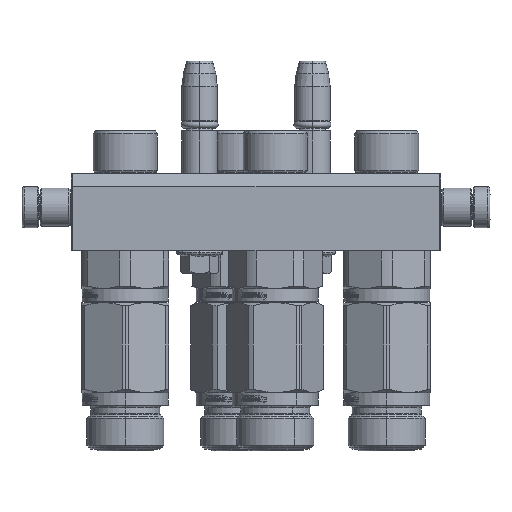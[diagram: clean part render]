
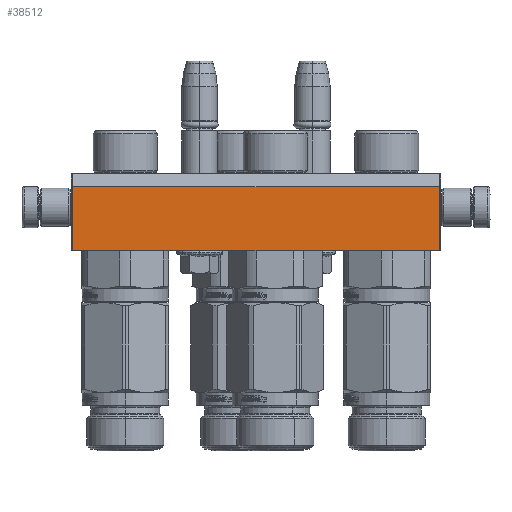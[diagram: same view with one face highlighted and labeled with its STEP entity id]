
A CAD part, left-side view. The second image highlights one B-rep face of the part: STEP entity #38512.
In plain terms, the highlighted face is planar.
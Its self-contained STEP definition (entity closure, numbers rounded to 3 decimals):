
#1104 = ORIENTED_EDGE ( 'NONE', *, *, #28736, .T. ) ;
#1330 = DIRECTION ( 'NONE',  ( -1., 0., 0. ) ) ;
#2768 = VECTOR ( 'NONE', #42951, 1000. ) ;
#3543 = VERTEX_POINT ( 'NONE', #7067 ) ;
#4034 = VECTOR ( 'NONE', #45001, 1000. ) ;
#5273 = VERTEX_POINT ( 'NONE', #52991 ) ;
#7067 = CARTESIAN_POINT ( 'NONE',  ( 143.5, 30., -90. ) ) ;
#8080 = CARTESIAN_POINT ( 'NONE',  ( 0.5, 5., -90. ) ) ;
#8420 = EDGE_LOOP ( 'NONE', ( #23529, #41521, #38347, #1104 ) ) ;
#8927 = DIRECTION ( 'NONE',  ( 0., 1., 0. ) ) ;
#10663 = PLANE ( 'NONE',  #12108 ) ;
#12108 = AXIS2_PLACEMENT_3D ( 'NONE', #20001, #41902, #1330 ) ;
#12235 = VECTOR ( 'NONE', #13838, 1000. ) ;
#13838 = DIRECTION ( 'NONE',  ( 0., 1., 0. ) ) ;
#14551 = LINE ( 'NONE', #37432, #47294 ) ;
#20001 = CARTESIAN_POINT ( 'NONE',  ( 144., 0., -90. ) ) ;
#23529 = ORIENTED_EDGE ( 'NONE', *, *, #26253, .F. ) ;
#26077 = VERTEX_POINT ( 'NONE', #27908 ) ;
#26253 = EDGE_CURVE ( 'NONE', #3543, #26077, #43356, .T. ) ;
#26983 = CARTESIAN_POINT ( 'NONE',  ( 143.5, 5., -90. ) ) ;
#27488 = VERTEX_POINT ( 'NONE', #8080 ) ;
#27908 = CARTESIAN_POINT ( 'NONE',  ( 0.5, 30., -90. ) ) ;
#28736 = EDGE_CURVE ( 'NONE', #27488, #26077, #14551, .T. ) ;
#30102 = EDGE_CURVE ( 'NONE', #5273, #3543, #40706, .T. ) ;
#35505 = CARTESIAN_POINT ( 'NONE',  ( 143.5, 5., -90. ) ) ;
#37432 = CARTESIAN_POINT ( 'NONE',  ( 0.5, 5., -90. ) ) ;
#38347 = ORIENTED_EDGE ( 'NONE', *, *, #55287, .T. ) ;
#38512 = ADVANCED_FACE ( 'NONE', ( #40619 ), #10663, .T. ) ;
#40619 = FACE_OUTER_BOUND ( 'NONE', #8420, .T. ) ;
#40706 = LINE ( 'NONE', #26983, #12235 ) ;
#41521 = ORIENTED_EDGE ( 'NONE', *, *, #30102, .F. ) ;
#41756 = LINE ( 'NONE', #35505, #4034 ) ;
#41902 = DIRECTION ( 'NONE',  ( 0., 0., -1. ) ) ;
#42951 = DIRECTION ( 'NONE',  ( -1., 0., 0. ) ) ;
#43356 = LINE ( 'NONE', #47722, #2768 ) ;
#45001 = DIRECTION ( 'NONE',  ( -1., 0., 0. ) ) ;
#47294 = VECTOR ( 'NONE', #8927, 1000. ) ;
#47722 = CARTESIAN_POINT ( 'NONE',  ( 143.5, 30., -90. ) ) ;
#52991 = CARTESIAN_POINT ( 'NONE',  ( 143.5, 5., -90. ) ) ;
#55287 = EDGE_CURVE ( 'NONE', #5273, #27488, #41756, .T. ) ;
